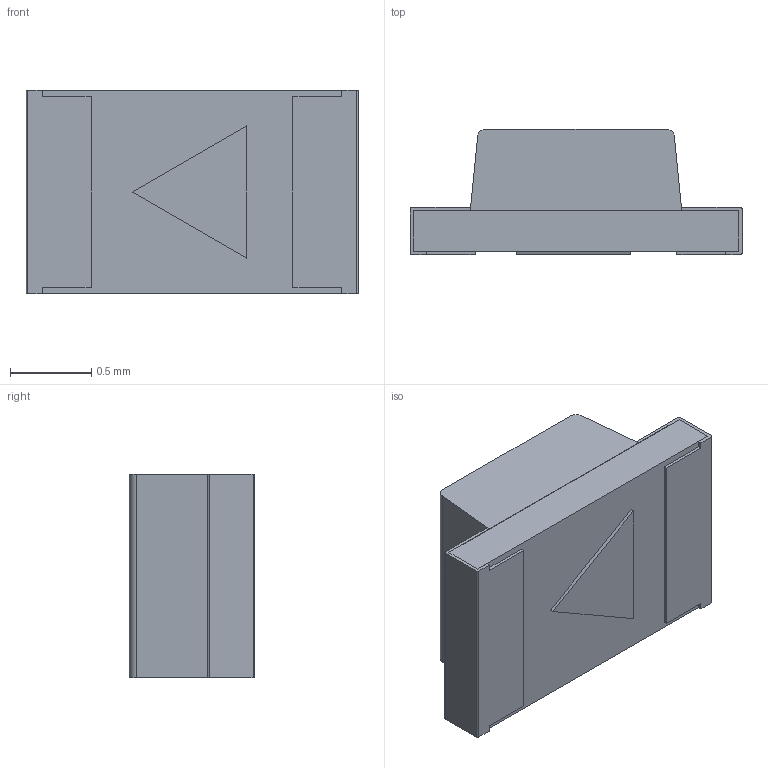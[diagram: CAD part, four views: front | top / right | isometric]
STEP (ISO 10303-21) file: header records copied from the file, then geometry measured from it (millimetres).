
FILE_DESCRIPTION (( 'STEP AP214' ), '1' );
FILE_NAME ('APT2012SRCPRV.STEP', '2021-07-19T12:36:08', ( '' ), ( '' ), 'SwSTEP 2.0', 'SolidWorks 2018', '' );
FILE_SCHEMA (( 'AUTOMOTIVE_DESIGN' ));
Length unit declared in the file: millimetre
Products named in the file (1): APT2012SRCPRV
Bounding box: 2.04 x 0.77 x 1.25 mm (x, y, z)
Volume: 1.5 mm3; surface area: 17.4 mm2
Topology: 4 solids, 4 shells, 50 faces, 123 edges, 82 vertices
Faces by surface type: plane 44, cylinder 6
Entity records: 1938 total; most frequent: CARTESIAN_POINT 256, ORIENTED_EDGE 246, DIRECTION 237, EDGE_CURVE 123, LINE 111, VECTOR 111, VERTEX_POINT 82, AXIS2_PLACEMENT_3D 63
